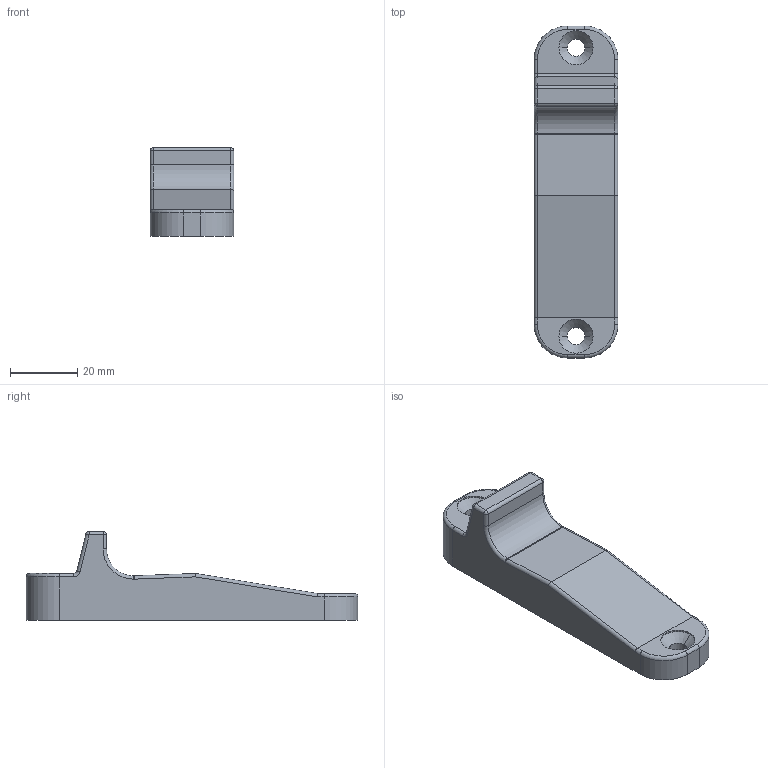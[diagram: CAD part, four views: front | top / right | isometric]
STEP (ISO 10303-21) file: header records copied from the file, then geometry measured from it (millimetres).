
FILE_DESCRIPTION (( 'STEP AP203' ), '1' );
FILE_NAME ('FA-841-S-2.STEP', '2019-11-18T08:38:01', ( '' ), ( '' ), 'SwSTEP 2.0', 'SolidWorks 2014', '' );
FILE_SCHEMA (( 'CONFIG_CONTROL_DESIGN' ));
Length unit declared in the file: millimetre
Products named in the file (1): FA-841-S-2
Bounding box: 25 x 99 x 26.5 mm (x, y, z)
Volume: 30830.1 mm3; surface area: 8361.7 mm2
Topology: 1 solids, 1 shells, 63 faces, 143 edges, 80 vertices
Faces by surface type: cylinder 33, plane 12, torus 10, cone 4, sphere 4
Entity records: 1814 total; most frequent: DIRECTION 335, CARTESIAN_POINT 297, ORIENTED_EDGE 282, EDGE_CURVE 141, AXIS2_PLACEMENT_3D 134, VERTEX_POINT 80, CIRCLE 70, EDGE_LOOP 67
